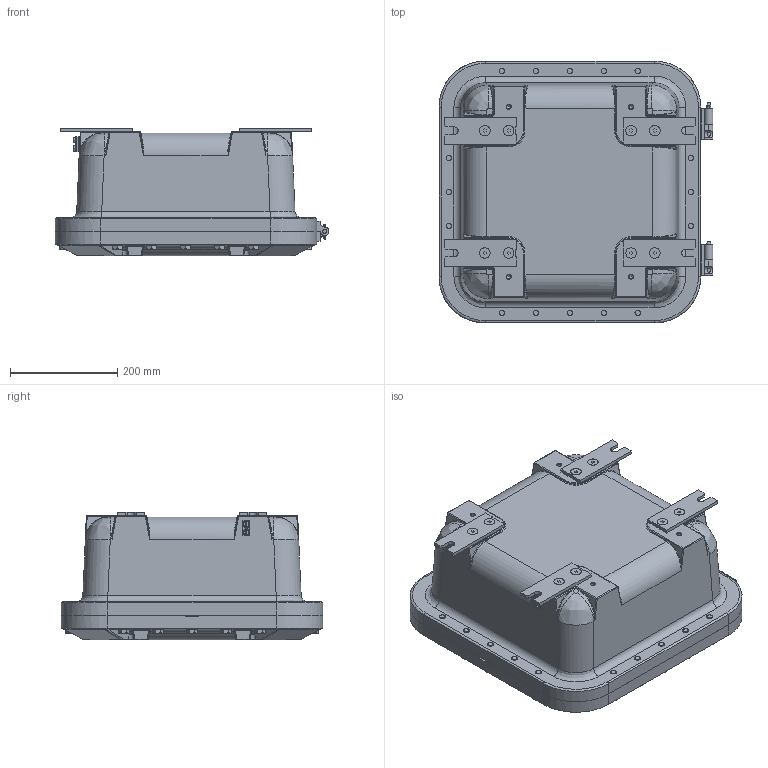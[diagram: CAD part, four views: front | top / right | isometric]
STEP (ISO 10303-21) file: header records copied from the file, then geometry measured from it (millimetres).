
FILE_DESCRIPTION(/* description */ (''),/* implementation_level */ '2;1');
FILE_NAME(/* name */ 'KIL_EXB-14146 N34.stp',/* time_stamp */ '2017-11-20T10:41:06+05:00',/* author */ ('ypadmaraja'),/* organization */ (''),/* preprocessor_version */ 'ST-DEVELOPER v16.13',/* originating_system */ 'Autodesk Inventor 2018',/* authorisation */ '');
FILE_SCHEMA (('AUTOMOTIVE_DESIGN { 1 0 10303 214 3 1 1 }'));
Products named in the file (20): EXB-14146 N34; 17606; 17605-2; Hinge 11B; 18094; Hinge 11T; 18095; 18093; SAE J487a - 1/8 x 3/4    Extended Prong Square Cut Type; 0106275B; 18147AABB; 16972AAAB; 14729-gasket-05; 0720361B; KIT-346; 18238AAAB; 18243; ANSI B18.6.3 - 1/4-20 UNC x 1; ANSI B18.6.3 - 4-40 x 3/8; ASME B18.21.1 - 1/4
Assembly tree (58 placements, depth 3):
  EXB-14146 N34
    17606
    17605-2
    Hinge 11B
      18094
      18093
    Hinge 11T
      18095
      18093
      SAE J487a - 1/8 x 3/4    Extended Prong Square Cut Type
    0106275B  x4
    18147AABB  x8
    16972AAAB  x8
    14729-gasket-05
    0720361B  x20
    KIT-346
      18238AAAB
      18243
      ANSI B18.6.3 - 1/4-20 UNC x 1  x2
      ANSI B18.6.3 - 4-40 x 3/8
      ASME B18.21.1 - 1/4  x2
Bounding box: 511.91 x 488.95 x 238.92 mm (x, y, z)
Volume: 18648554.7 mm3; surface area: 1736947.1 mm2
Topology: 57 solids, 58 shells, 3985 faces, 10231 edges, 6427 vertices
Faces by surface type: plane 2525, cylinder 496, bspline 448, cone 412, torus 68, sphere 36
Full cylindrical faces by diameter (mm): 2.779 x1, 2.845 x1, 3.048 x1, 3.962 x4, 4.953 x1, 5.613 x8, 6.198 x8, 6.35 x6, 6.746 x8, 7.798 x16, 7.938 x4, 8.075 x2, 8.077 x4, 9.286 x8, 10.312 x8, 10.592 x20, 12.418 x8, 12.423 x20, 13.208 x2, 13.386 x2, 13.494 x22, 19.05 x20
Entity records: 63119 total; most frequent: CARTESIAN_POINT 19875, ORIENTED_EDGE 8886, DIRECTION 7759, EDGE_CURVE 4443, VERTEX_POINT 2900, AXIS2_PLACEMENT_3D 2654, LINE 2451, VECTOR 2451
